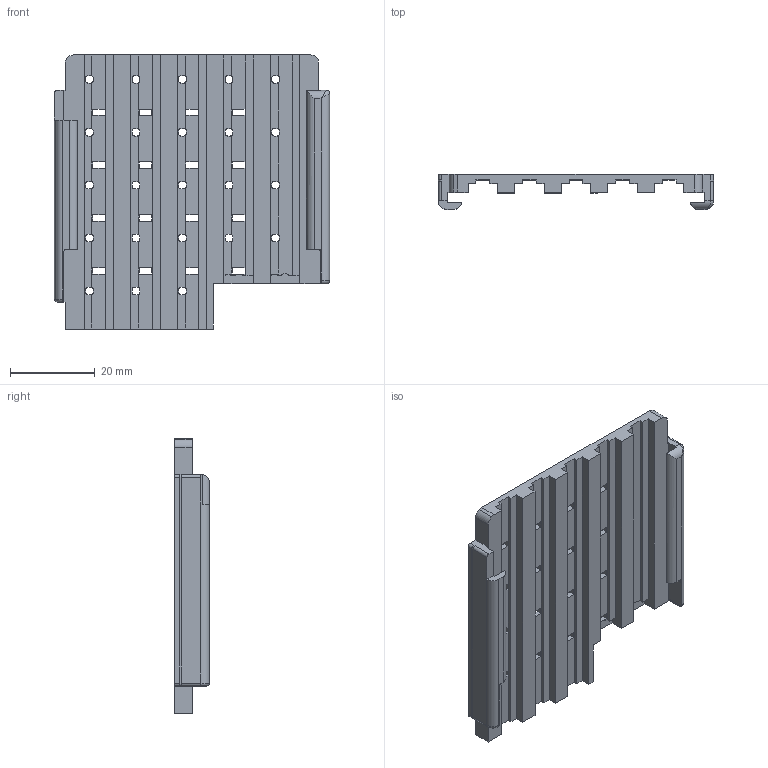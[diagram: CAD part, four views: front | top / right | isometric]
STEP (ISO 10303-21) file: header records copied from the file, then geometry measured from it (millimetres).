
FILE_DESCRIPTION(/* description */ (''),/* implementation_level */ '2;1');
FILE_NAME(/* name */ 'COVER_thin v15.step',/* time_stamp */ '2023-01-25T20:48:00-05:00',/* author */ (''),/* organization */ (''),/* preprocessor_version */ 'ST-DEVELOPER v19.2',/* originating_system */ 'Autodesk Translation Framework v11.17.0.187',/* authorisation */ '');
FILE_SCHEMA (('AUTOMOTIVE_DESIGN { 1 0 10303 214 3 1 1 }'));
Length unit declared in the file: millimetre
Products named in the file (1): COVER_thin
Bounding box: 65 x 8.25 x 64.76 mm (x, y, z)
Volume: 11893.5 mm3; surface area: 11686.2 mm2
Topology: 1 solids, 1 shells, 494 faces, 1533 edges, 1016 vertices
Faces by surface type: plane 317, cylinder 172, torus 4, bspline 1
Entity records: 17293 total; most frequent: CARTESIAN_POINT 3097, ORIENTED_EDGE 3064, DIRECTION 2907, EDGE_CURVE 1532, LINE 1141, VECTOR 1141, VERTEX_POINT 1016, AXIS2_PLACEMENT_3D 883
